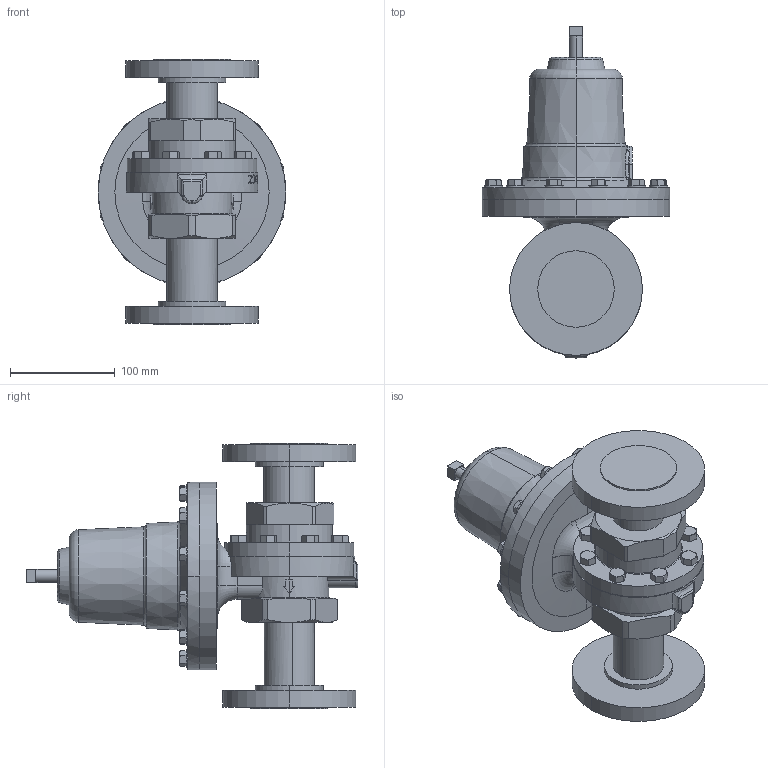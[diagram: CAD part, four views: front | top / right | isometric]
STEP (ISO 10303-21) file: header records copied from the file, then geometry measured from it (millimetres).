
FILE_DESCRIPTION (( 'STEP AP214' ), '1' );
FILE_NAME ('601-150-DI+BR-F5.STEP', '2017-07-24T15:56:29', ( '' ), ( '' ), 'SwSTEP 2.0', 'SolidWorks 2014', '' );
FILE_SCHEMA (( 'AUTOMOTIVE_DESIGN' ));
Length unit declared in the file: inch
Products named in the file (1): 601-150-DI+BR-F5
Bounding box: 179.32 x 317.5 x 254 mm (x, y, z)
Volume: 3106722.4 mm3; surface area: 243098.3 mm2
Topology: 1 solids, 1 shells, 603 faces, 1445 edges, 890 vertices
Faces by surface type: plane 267, cone 154, cylinder 104, bspline 54, torus 22, sphere 2
Entity records: 27444 total; most frequent: CARTESIAN_POINT 13429, ORIENTED_EDGE 2890, DIRECTION 2576, EDGE_CURVE 1445, AXIS2_PLACEMENT_3D 1016, VERTEX_POINT 890, EDGE_LOOP 649, FACE_OUTER_BOUND 603
